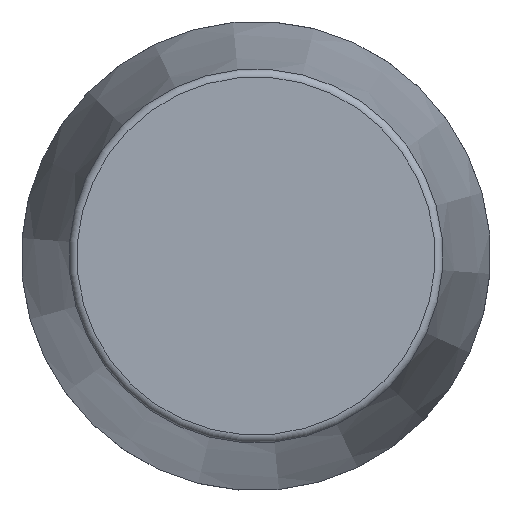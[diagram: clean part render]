
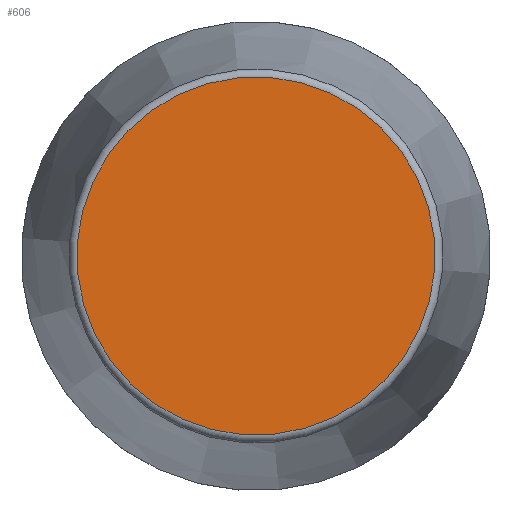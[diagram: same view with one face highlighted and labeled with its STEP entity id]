
A CAD part, front view. The second image highlights one B-rep face of the part: STEP entity #606.
In plain terms, the highlighted planar face has unit normal (0, -1, 0).
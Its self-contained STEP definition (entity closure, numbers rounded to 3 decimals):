
#155=FACE_OUTER_BOUND('',#196,.T.);
#196=EDGE_LOOP('',(#487,#488));
#240=CIRCLE('',#779,11.26);
#241=CIRCLE('',#780,11.26);
#288=VERTEX_POINT('',#1123);
#289=VERTEX_POINT('',#1125);
#354=EDGE_CURVE('',#288,#289,#240,.T.);
#355=EDGE_CURVE('',#289,#288,#241,.T.);
#487=ORIENTED_EDGE('',*,*,#355,.F.);
#488=ORIENTED_EDGE('',*,*,#354,.F.);
#577=PLANE('',#791);
#606=ADVANCED_FACE('',(#155),#577,.T.);
#779=AXIS2_PLACEMENT_3D('',#1126,#926,#927);
#780=AXIS2_PLACEMENT_3D('',#1127,#928,#929);
#791=AXIS2_PLACEMENT_3D('',#1144,#951,#952);
#926=DIRECTION('center_axis',(0.,1.,0.));
#927=DIRECTION('ref_axis',(1.,0.,0.));
#928=DIRECTION('center_axis',(0.,1.,0.));
#929=DIRECTION('ref_axis',(1.,0.,0.));
#951=DIRECTION('center_axis',(0.,-1.,0.));
#952=DIRECTION('ref_axis',(0.,0.,-1.));
#1123=CARTESIAN_POINT('',(0.,0.,-11.26));
#1125=CARTESIAN_POINT('',(-11.26,0.,0.));
#1126=CARTESIAN_POINT('Origin',(0.,0.,0.));
#1127=CARTESIAN_POINT('Origin',(0.,0.,0.));
#1144=CARTESIAN_POINT('Origin',(-11.26,0.,
0.));
